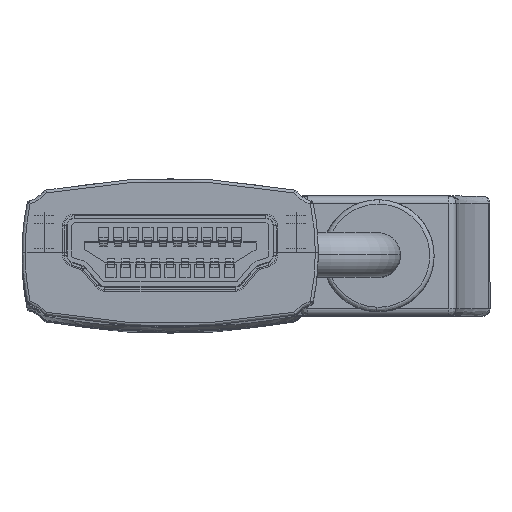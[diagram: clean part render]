
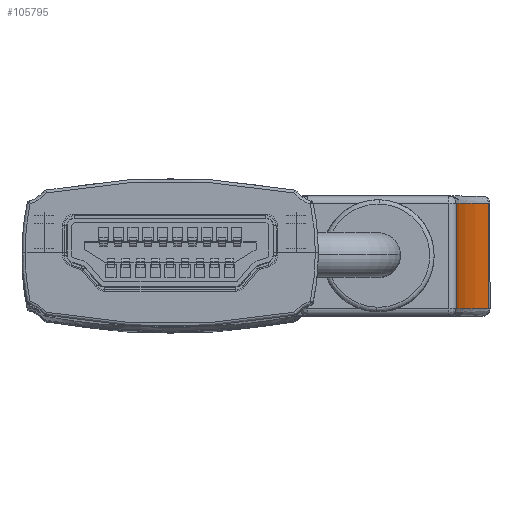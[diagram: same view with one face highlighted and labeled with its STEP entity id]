
A CAD part, top view. The second image highlights one B-rep face of the part: STEP entity #105795.
In plain terms, the highlighted cylindrical face has radius 11.202 mm (diameter 22.404 mm), a partial arc.
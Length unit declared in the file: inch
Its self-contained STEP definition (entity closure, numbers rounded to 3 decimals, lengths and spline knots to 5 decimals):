
#3004 = CARTESIAN_POINT ( 'NONE',  ( -1.99346, -0.10511, -0.29338 ) ) ;
#6588 = VECTOR ( 'NONE', #56205, 39.37008 ) ;
#7295 = CIRCLE ( 'NONE', #70478, 0.44103 ) ;
#8400 = ORIENTED_EDGE ( 'NONE', *, *, #27952, .F. ) ;
#11597 = DIRECTION ( 'NONE',  ( -1., 0., 0. ) ) ;
#12307 = VERTEX_POINT ( 'NONE', #3004 ) ;
#12787 = CARTESIAN_POINT ( 'NONE',  ( -1.71393, -0.36769, -0.64772 ) ) ;
#18315 = AXIS2_PLACEMENT_3D ( 'NONE', #69225, #104796, #27395 ) ;
#20784 = EDGE_LOOP ( 'NONE', ( #64118, #38236, #76776, #8400 ) ) ;
#24867 = CIRCLE ( 'NONE', #86149, 0.44103 ) ;
#25817 = EDGE_CURVE ( 'NONE', #41247, #12307, #88981, .T. ) ;
#27334 = VERTEX_POINT ( 'NONE', #52035 ) ;
#27395 = DIRECTION ( 'NONE',  ( 0., 0., -1. ) ) ;
#27952 = EDGE_CURVE ( 'NONE', #27334, #79667, #73176, .T. ) ;
#31224 = CARTESIAN_POINT ( 'NONE',  ( -1.99346, -0.36769, -0.64772 ) ) ;
#36556 = DIRECTION ( 'NONE',  ( -1., 0., 0. ) ) ;
#38236 = ORIENTED_EDGE ( 'NONE', *, *, #25817, .F. ) ;
#41247 = VERTEX_POINT ( 'NONE', #69140 ) ;
#42511 = VECTOR ( 'NONE', #11597, 39.37008 ) ;
#52035 = CARTESIAN_POINT ( 'NONE',  ( -1.99346, -0.34884, -0.2071 ) ) ;
#54296 = CARTESIAN_POINT ( 'NONE',  ( -1.71393, -0.34884, -0.2071 ) ) ;
#55660 = CARTESIAN_POINT ( 'NONE',  ( -1.69425, -0.34884, -0.2071 ) ) ;
#56205 = DIRECTION ( 'NONE',  ( 1., 0., 0. ) ) ;
#64118 = ORIENTED_EDGE ( 'NONE', *, *, #103814, .F. ) ;
#69140 = CARTESIAN_POINT ( 'NONE',  ( -1.71393, -0.10511, -0.29338 ) ) ;
#69225 = CARTESIAN_POINT ( 'NONE',  ( -1.69425, -0.36769, -0.64772 ) ) ;
#70478 = AXIS2_PLACEMENT_3D ( 'NONE', #31224, #73113, #74212 ) ;
#71025 = DIRECTION ( 'NONE',  ( 0., -0.321, -0.947 ) ) ;
#73113 = DIRECTION ( 'NONE',  ( 1., 0., 0. ) ) ;
#73176 = LINE ( 'NONE', #55660, #6588 ) ;
#74212 = DIRECTION ( 'NONE',  ( 0., 0., -1. ) ) ;
#76776 = ORIENTED_EDGE ( 'NONE', *, *, #87922, .F. ) ;
#79667 = VERTEX_POINT ( 'NONE', #54296 ) ;
#86149 = AXIS2_PLACEMENT_3D ( 'NONE', #12787, #36556, #71025 ) ;
#87922 = EDGE_CURVE ( 'NONE', #79667, #41247, #24867, .T. ) ;
#88981 = LINE ( 'NONE', #97423, #42511 ) ;
#96320 = CYLINDRICAL_SURFACE ( 'NONE', #18315, 0.44103 ) ;
#97423 = CARTESIAN_POINT ( 'NONE',  ( -1.69425, -0.10511, -0.29338 ) ) ;
#103814 = EDGE_CURVE ( 'NONE', #12307, #27334, #7295, .T. ) ;
#104796 = DIRECTION ( 'NONE',  ( 1., 0., 0. ) ) ;
#105795 = ADVANCED_FACE ( 'NONE', ( #111590 ), #96320, .F. ) ;
#111590 = FACE_OUTER_BOUND ( 'NONE', #20784, .T. ) ;
